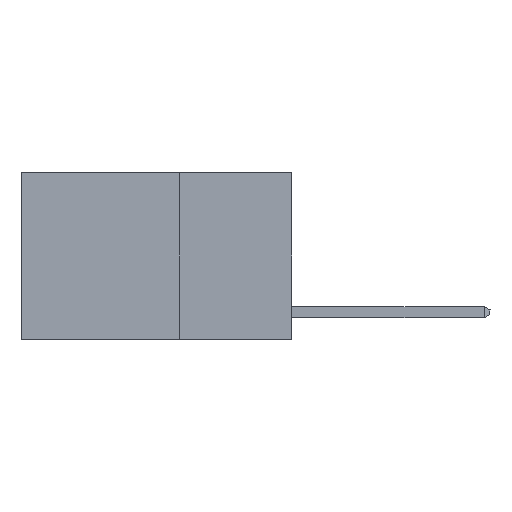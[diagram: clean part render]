
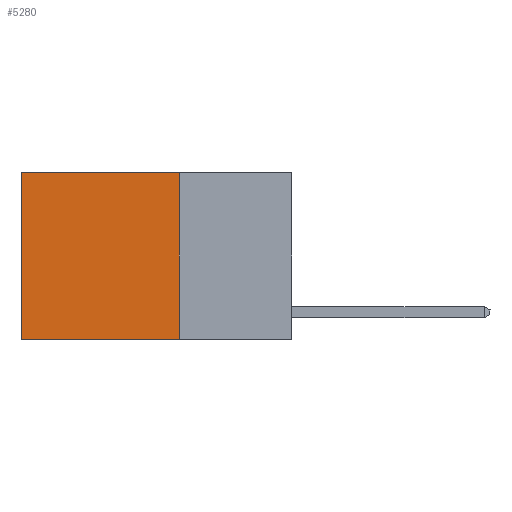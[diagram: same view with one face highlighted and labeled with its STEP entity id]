
A CAD part, left-side view. The second image highlights one B-rep face of the part: STEP entity #5280.
In plain terms, the highlighted planar face has unit normal (-1, 0, 0).
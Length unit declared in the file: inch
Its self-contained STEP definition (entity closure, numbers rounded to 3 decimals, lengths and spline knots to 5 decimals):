
#262 = EDGE_CURVE ( 'NONE', #4507, #12937, #10502, .T. ) ;
#722 = EDGE_CURVE ( 'NONE', #6620, #12937, #8551, .T. ) ;
#739 = LINE ( 'NONE', #10457, #9911 ) ;
#987 = ORIENTED_EDGE ( 'NONE', *, *, #262, .T. ) ;
#2232 = PLANE ( 'NONE',  #9371 ) ;
#2363 = CARTESIAN_POINT ( 'NONE',  ( 0.2625, 0.25, 0. ) ) ;
#2853 = VECTOR ( 'NONE', #9714, 39.37008 ) ;
#3331 = FACE_OUTER_BOUND ( 'NONE', #6310, .T. ) ;
#3949 = CARTESIAN_POINT ( 'NONE',  ( 0.2625, 0.25, -0.37 ) ) ;
#3986 = ORIENTED_EDGE ( 'NONE', *, *, #11664, .T. ) ;
#4012 = DIRECTION ( 'NONE',  ( 0., 1., 0. ) ) ;
#4235 = DIRECTION ( 'NONE',  ( 0., 1., 0. ) ) ;
#4393 = CARTESIAN_POINT ( 'NONE',  ( 0.2625, 0.6, 0. ) ) ;
#4423 = DIRECTION ( 'NONE',  ( 1., 0., 0. ) ) ;
#4458 = CARTESIAN_POINT ( 'NONE',  ( 0.2625, 0.6, -0.37 ) ) ;
#4507 = VERTEX_POINT ( 'NONE', #4393 ) ;
#4789 = CARTESIAN_POINT ( 'NONE',  ( 0.2625, 0.25, 0. ) ) ;
#5280 = ADVANCED_FACE ( 'NONE', ( #3331 ), #2232, .F. ) ;
#6310 = EDGE_LOOP ( 'NONE', ( #987, #12054, #7651, #3986 ) ) ;
#6620 = VERTEX_POINT ( 'NONE', #11997 ) ;
#7651 = ORIENTED_EDGE ( 'NONE', *, *, #12504, .F. ) ;
#7786 = VECTOR ( 'NONE', #12507, 39.37008 ) ;
#8096 = VERTEX_POINT ( 'NONE', #4789 ) ;
#8551 = LINE ( 'NONE', #3949, #10644 ) ;
#8758 = LINE ( 'NONE', #2363, #2853 ) ;
#9371 = AXIS2_PLACEMENT_3D ( 'NONE', #10645, #4423, #11643 ) ;
#9714 = DIRECTION ( 'NONE',  ( 0., 0., -1. ) ) ;
#9911 = VECTOR ( 'NONE', #4235, 39.37008 ) ;
#10457 = CARTESIAN_POINT ( 'NONE',  ( 0.2625, 0.25, 0. ) ) ;
#10502 = LINE ( 'NONE', #12690, #7786 ) ;
#10644 = VECTOR ( 'NONE', #4012, 39.37008 ) ;
#10645 = CARTESIAN_POINT ( 'NONE',  ( 0.2625, 0.25, 0. ) ) ;
#11643 = DIRECTION ( 'NONE',  ( 0., 0., -1. ) ) ;
#11664 = EDGE_CURVE ( 'NONE', #8096, #4507, #739, .T. ) ;
#11997 = CARTESIAN_POINT ( 'NONE',  ( 0.2625, 0.25, -0.37 ) ) ;
#12054 = ORIENTED_EDGE ( 'NONE', *, *, #722, .F. ) ;
#12504 = EDGE_CURVE ( 'NONE', #8096, #6620, #8758, .T. ) ;
#12507 = DIRECTION ( 'NONE',  ( 0., 0., -1. ) ) ;
#12690 = CARTESIAN_POINT ( 'NONE',  ( 0.2625, 0.6, 0. ) ) ;
#12937 = VERTEX_POINT ( 'NONE', #4458 ) ;
